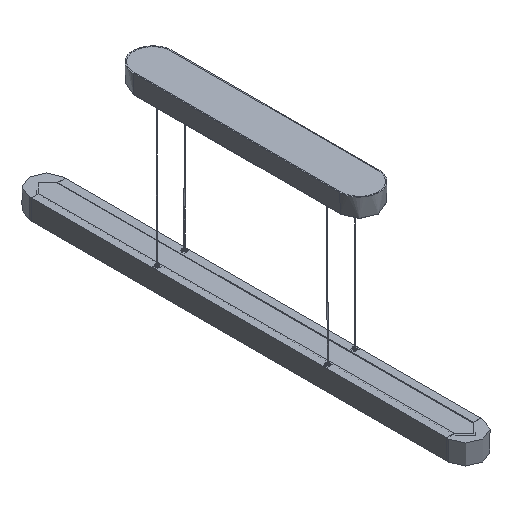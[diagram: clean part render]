
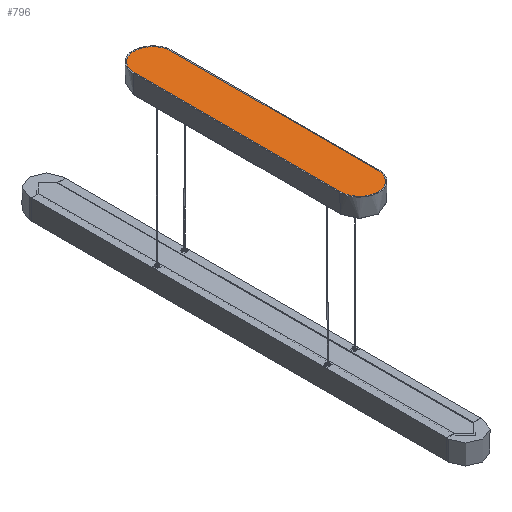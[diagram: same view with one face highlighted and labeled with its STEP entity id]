
A CAD part, isometric view. The second image highlights one B-rep face of the part: STEP entity #796.
In plain terms, the highlighted planar face has unit normal (0, 0, 1).
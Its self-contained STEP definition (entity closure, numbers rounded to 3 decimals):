
#418=(
BOUNDED_CURVE()
B_SPLINE_CURVE(2,(#10698,#10699,#10700,#10701,#10702,#10703,#10704,#10705,
#10706,#10707,#10708,#10709,#10710),.UNSPECIFIED.,.T.,.F.)
B_SPLINE_CURVE_WITH_KNOTS((3,2,2,2,2,2,3),(-116.239,-58.119,
0.,412.,470.119,528.239,
940.239),.UNSPECIFIED.)
CURVE()
GEOMETRIC_REPRESENTATION_ITEM()
RATIONAL_B_SPLINE_CURVE((1.,0.707,1.,0.707,1.,1.,
1.,0.707,1.,0.707,1.,1.,1.))
REPRESENTATION_ITEM('')
);
#796=ADVANCED_FACE('',(#1062),#4121,.T.);
#1062=FACE_OUTER_BOUND('',#1349,.T.);
#1349=EDGE_LOOP('',(#2408));
#2408=ORIENTED_EDGE('',*,*,#3166,.F.);
#3166=EDGE_CURVE('',#3963,#3963,#418,.T.);
#3963=VERTEX_POINT('',#10652);
#4121=PLANE('',#4360);
#4360=AXIS2_PLACEMENT_3D('',#10600,#4541,$);
#4541=DIRECTION('',(0.,0.,1.));
#10600=CARTESIAN_POINT('',(-44.985,834.422,320.957));
#10652=CARTESIAN_POINT('',(-44.245,792.562,320.957));
#10698=CARTESIAN_POINT('',(-44.245,792.562,320.957));
#10699=CARTESIAN_POINT('',(-44.245,829.562,320.957));
#10700=CARTESIAN_POINT('',(-7.245,829.562,320.957));
#10701=CARTESIAN_POINT('',(29.755,829.562,320.957));
#10702=CARTESIAN_POINT('',(29.755,792.562,320.957));
#10703=CARTESIAN_POINT('',(29.755,586.562,320.957));
#10704=CARTESIAN_POINT('',(29.755,380.562,320.957));
#10705=CARTESIAN_POINT('',(29.755,343.562,320.957));
#10706=CARTESIAN_POINT('',(-7.245,343.562,320.957));
#10707=CARTESIAN_POINT('',(-44.245,343.562,320.957));
#10708=CARTESIAN_POINT('',(-44.245,380.562,320.957));
#10709=CARTESIAN_POINT('',(-44.245,586.562,320.957));
#10710=CARTESIAN_POINT('',(-44.245,792.562,320.957));
